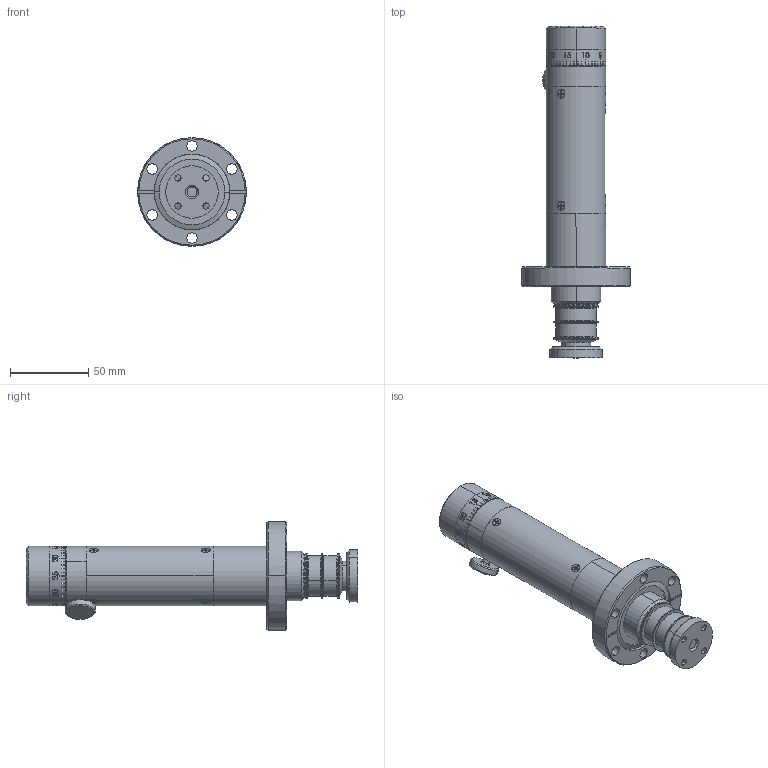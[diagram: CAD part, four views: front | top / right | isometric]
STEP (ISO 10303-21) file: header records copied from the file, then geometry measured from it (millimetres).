
FILE_DESCRIPTION (( 'STEP AP214' ), '1' );
FILE_NAME ('SN101863-01, FLMR-275-50-2.STEP', '2019-01-24T21:31:15', ( '' ), ( '' ), 'SwSTEP 2.0', 'SolidWorks 2010', '' );
FILE_SCHEMA (( 'AUTOMOTIVE_DESIGN' ));
Length unit declared in the file: inch
Products named in the file (1): SN101863-01, FLMR-275-50-2
Bounding box: 69.34 x 211.8 x 69.34 mm (x, y, z)
Surface area: 55506.7 mm2 (no closed solid volume)
Topology: 0 solids, 35 shells, 387 faces, 1906 edges, 1437 vertices
Faces by surface type: plane 173, cylinder 100, cone 68, bspline 44, torus 2
Entity records: 30667 total; most frequent: CARTESIAN_POINT 11613, ORIENTED_EDGE 2679, DIRECTION 2590, EDGE_CURVE 1892, VERTEX_POINT 1437, VECTOR 914, LINE 914, AXIS2_PLACEMENT_3D 838
